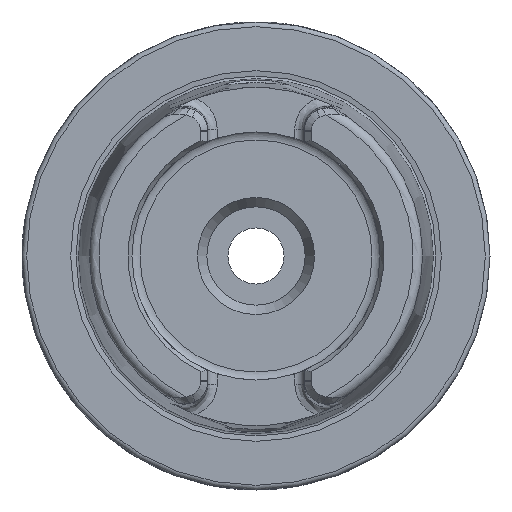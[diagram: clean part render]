
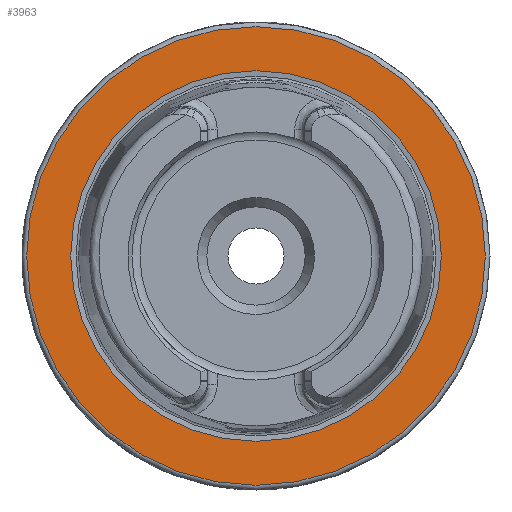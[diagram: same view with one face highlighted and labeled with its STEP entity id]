
A CAD part, left-side view. The second image highlights one B-rep face of the part: STEP entity #3963.
In plain terms, the highlighted planar face has unit normal (-1, 0, 0).
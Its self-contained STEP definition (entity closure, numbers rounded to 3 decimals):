
#123=FACE_BOUND('',#1243,.T.);
#342=PLANE('',#4304);
#1014=FACE_OUTER_BOUND('',#1242,.T.);
#1242=EDGE_LOOP('',(#3466,#3467));
#1243=EDGE_LOOP('',(#3468,#3469));
#1450=CIRCLE('',#4302,39.587);
#1451=CIRCLE('',#4303,39.587);
#1452=CIRCLE('',#4305,49.);
#1453=CIRCLE('',#4306,49.);
#1828=VERTEX_POINT('',#9773);
#1829=VERTEX_POINT('',#9775);
#1830=VERTEX_POINT('',#9779);
#1831=VERTEX_POINT('',#9780);
#2399=EDGE_CURVE('',#1829,#1828,#1450,.T.);
#2400=EDGE_CURVE('',#1828,#1829,#1451,.T.);
#2401=EDGE_CURVE('',#1830,#1831,#1452,.T.);
#2402=EDGE_CURVE('',#1831,#1830,#1453,.T.);
#3466=ORIENTED_EDGE('',*,*,#2401,.F.);
#3467=ORIENTED_EDGE('',*,*,#2402,.F.);
#3468=ORIENTED_EDGE('',*,*,#2399,.T.);
#3469=ORIENTED_EDGE('',*,*,#2400,.T.);
#3963=ADVANCED_FACE('',(#1014,#123),#342,.T.);
#4302=AXIS2_PLACEMENT_3D('',#9776,#5116,#5117);
#4303=AXIS2_PLACEMENT_3D('',#9777,#5118,#5119);
#4304=AXIS2_PLACEMENT_3D('',#9778,#5120,#5121);
#4305=AXIS2_PLACEMENT_3D('',#9781,#5122,#5123);
#4306=AXIS2_PLACEMENT_3D('',#9782,#5124,#5125);
#5116=DIRECTION('center_axis',(1.,0.,0.));
#5117=DIRECTION('ref_axis',(0.,0.,-1.));
#5118=DIRECTION('center_axis',(1.,0.,0.));
#5119=DIRECTION('ref_axis',(0.,0.,-1.));
#5120=DIRECTION('center_axis',(-1.,0.,0.));
#5121=DIRECTION('ref_axis',(0.,0.,1.));
#5122=DIRECTION('center_axis',(1.,0.,0.));
#5123=DIRECTION('ref_axis',(0.,0.,-1.));
#5124=DIRECTION('center_axis',(1.,0.,0.));
#5125=DIRECTION('ref_axis',(0.,0.,-1.));
#9773=CARTESIAN_POINT('',(0.,-39.587,0.));
#9775=CARTESIAN_POINT('',(0.,39.587,0.));
#9776=CARTESIAN_POINT('Origin',(0.,0.,0.));
#9777=CARTESIAN_POINT('Origin',(0.,0.,0.));
#9778=CARTESIAN_POINT('Origin',(0.,49.,
0.));
#9779=CARTESIAN_POINT('',(0.,49.,0.));
#9780=CARTESIAN_POINT('',(0.,0.,49.));
#9781=CARTESIAN_POINT('Origin',(0.,0.,0.));
#9782=CARTESIAN_POINT('Origin',(0.,0.,0.));
